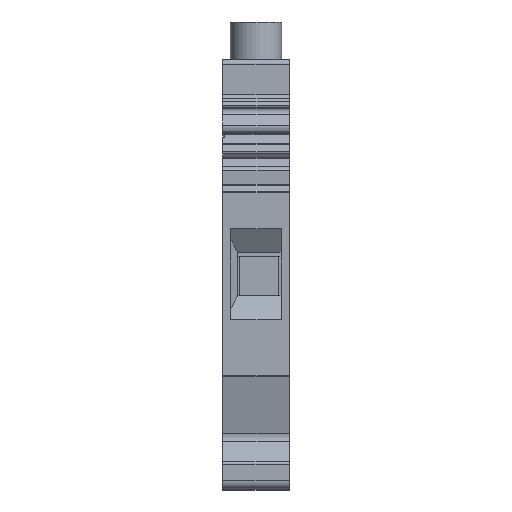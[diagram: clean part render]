
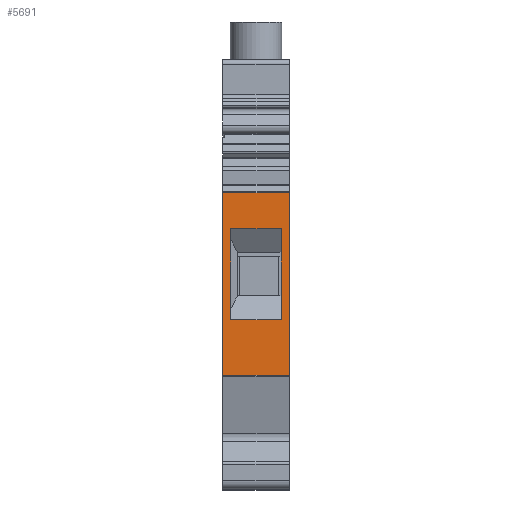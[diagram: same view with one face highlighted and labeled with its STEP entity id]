
A CAD part, left-side view. The second image highlights one B-rep face of the part: STEP entity #5691.
In plain terms, the highlighted planar face has unit normal (-1, 0, 0).
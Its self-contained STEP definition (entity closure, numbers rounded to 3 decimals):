
#1223=ORIENTED_EDGE('',*,*,#1906,.F.);
#1224=ORIENTED_EDGE('',*,*,#1601,.F.);
#1225=ORIENTED_EDGE('',*,*,#1873,.F.);
#1226=ORIENTED_EDGE('',*,*,#2021,.T.);
#1227=ORIENTED_EDGE('',*,*,#1903,.T.);
#1228=ORIENTED_EDGE('',*,*,#1897,.T.);
#1229=ORIENTED_EDGE('',*,*,#2011,.F.);
#1230=ORIENTED_EDGE('',*,*,#2022,.F.);
#1601=EDGE_CURVE('',#2182,#2183,#2557,.T.);
#1873=EDGE_CURVE('',#2361,#2182,#2762,.T.);
#1897=EDGE_CURVE('',#2377,#2376,#2786,.T.);
#1903=EDGE_CURVE('',#2378,#2377,#2792,.T.);
#1906=EDGE_CURVE('',#2183,#2380,#2795,.T.);
#2011=EDGE_CURVE('',#2432,#2376,#2878,.T.);
#2021=EDGE_CURVE('',#2361,#2380,#2888,.T.);
#2022=EDGE_CURVE('',#2378,#2432,#2889,.T.);
#2182=VERTEX_POINT('',#7603);
#2183=VERTEX_POINT('',#7605);
#2361=VERTEX_POINT('',#8149);
#2376=VERTEX_POINT('',#8195);
#2377=VERTEX_POINT('',#8197);
#2378=VERTEX_POINT('',#8207);
#2380=VERTEX_POINT('',#8213);
#2432=VERTEX_POINT('',#8421);
#2557=LINE('',#7604,#3020);
#2762=LINE('',#8150,#3225);
#2786=LINE('',#8196,#3249);
#2792=LINE('',#8206,#3255);
#2795=LINE('',#8212,#3258);
#2878=LINE('',#8422,#3341);
#2888=LINE('',#8442,#3351);
#2889=LINE('',#8443,#3352);
#3020=VECTOR('',#6365,1000.);
#3225=VECTOR('',#6894,1000.);
#3249=VECTOR('',#6932,1000.);
#3255=VECTOR('',#6944,1000.);
#3258=VECTOR('',#6949,1000.);
#3341=VECTOR('',#7180,1000.);
#3351=VECTOR('',#7202,1000.);
#3352=VECTOR('',#7203,1000.);
#3575=EDGE_LOOP('',(#1223,#1224,#1225,#1226));
#3576=EDGE_LOOP('',(#1227,#1228,#1229,#1230));
#3806=FACE_BOUND('',#3575,.T.);
#3807=FACE_BOUND('',#3576,.T.);
#3960=PLANE('',#6052);
#5691=ADVANCED_FACE('',(#3806,#3807),#3960,.F.);
#6052=AXIS2_PLACEMENT_3D('',#8441,#7200,#7201);
#6365=DIRECTION('',(0.,0.,-1.));
#6894=DIRECTION('',(0.,-1.,0.));
#6932=DIRECTION('',(0.,0.,-1.));
#6944=DIRECTION('',(0.,-1.,0.));
#6949=DIRECTION('',(0.,1.,0.));
#7180=DIRECTION('',(0.,-1.,0.));
#7200=DIRECTION('',(1.,0.,0.));
#7201=DIRECTION('',(0.,0.,-1.));
#7202=DIRECTION('',(0.,0.,-1.));
#7203=DIRECTION('',(0.,0.,-1.));
#7603=CARTESIAN_POINT('',(-28.,-8.,21.936));
#7604=CARTESIAN_POINT('',(-28.,-8.,0.));
#7605=CARTESIAN_POINT('',(-28.,-8.,0.066));
#8149=CARTESIAN_POINT('',(-28.,0.,21.936));
#8150=CARTESIAN_POINT('',(-28.,0.,21.936));
#8195=CARTESIAN_POINT('',(-28.,-7.,6.744));
#8196=CARTESIAN_POINT('',(-28.,-7.,6.744));
#8197=CARTESIAN_POINT('',(-28.,-7.,17.656));
#8206=CARTESIAN_POINT('',(-28.,-1.8,17.656));
#8207=CARTESIAN_POINT('',(-28.,-1.,17.656));
#8212=CARTESIAN_POINT('',(-28.,-8.,0.066));
#8213=CARTESIAN_POINT('',(-28.,0.,0.066));
#8421=CARTESIAN_POINT('',(-28.,-1.,6.744));
#8422=CARTESIAN_POINT('',(-28.,-1.8,6.744));
#8441=CARTESIAN_POINT('',(-28.,-8.,0.));
#8442=CARTESIAN_POINT('',(-28.,0.,0.));
#8443=CARTESIAN_POINT('',(-28.,-1.,17.656));
